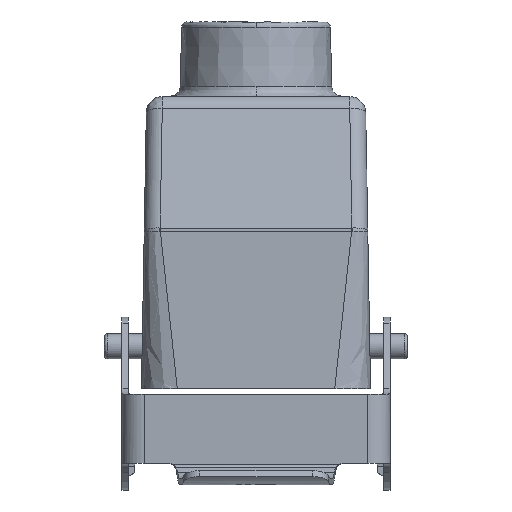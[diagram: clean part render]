
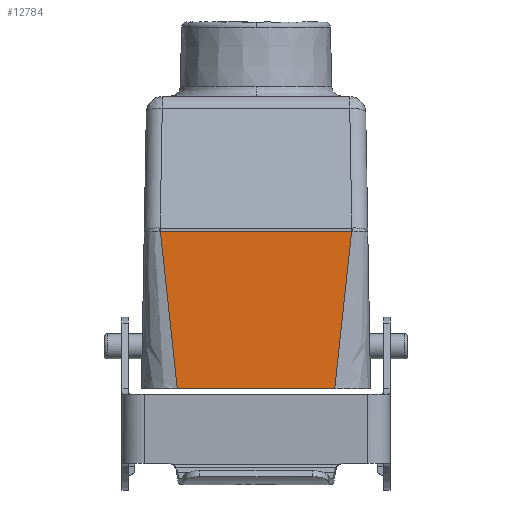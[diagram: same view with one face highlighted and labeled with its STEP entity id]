
A CAD part, left-side view. The second image highlights one B-rep face of the part: STEP entity #12784.
In plain terms, the highlighted planar face has unit normal (-1, 0, 0.018).
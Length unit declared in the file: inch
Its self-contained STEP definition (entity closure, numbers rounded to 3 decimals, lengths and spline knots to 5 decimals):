
#984 = CARTESIAN_POINT ( 'NONE',  ( -0.51319, -0.5827, -0.07874 ) ) ;
#1100 = LINE ( 'NONE', #984, #14244 ) ;
#1187 = VERTEX_POINT ( 'NONE', #21101 ) ;
#1460 = DIRECTION ( 'NONE',  ( 0., 1., 0. ) ) ;
#1535 = VERTEX_POINT ( 'NONE', #7265 ) ;
#1855 = ORIENTED_EDGE ( 'NONE', *, *, #6838, .F. ) ;
#1953 = DIRECTION ( 'NONE',  ( -1., 0., 0.017 ) ) ;
#2849 = DIRECTION ( 'NONE',  ( -0.017, -0.107, -0.994 ) ) ;
#4225 = EDGE_CURVE ( 'NONE', #1187, #1535, #1100, .T. ) ;
#4544 = CARTESIAN_POINT ( 'NONE',  ( -0.49282, 0.70786, 1.0881 ) ) ;
#5632 = EDGE_LOOP ( 'NONE', ( #14917, #12560, #1855, #8317 ) ) ;
#6250 = DIRECTION ( 'NONE',  ( 0.017, -0.107, 0.994 ) ) ;
#6838 = EDGE_CURVE ( 'NONE', #1187, #21377, #9863, .T. ) ;
#7265 = CARTESIAN_POINT ( 'NONE',  ( -0.49282, -0.70786, 1.0881 ) ) ;
#8317 = ORIENTED_EDGE ( 'NONE', *, *, #4225, .T. ) ;
#8791 = DIRECTION ( 'NONE',  ( 0.017, 0., 1. ) ) ;
#9863 = LINE ( 'NONE', #13409, #17331 ) ;
#9913 = EDGE_CURVE ( 'NONE', #1535, #13634, #16973, .T. ) ;
#10866 = VECTOR ( 'NONE', #2849, 39.37008 ) ;
#12560 = ORIENTED_EDGE ( 'NONE', *, *, #15796, .T. ) ;
#12784 = ADVANCED_FACE ( 'NONE', ( #15470 ), #13788, .T. ) ;
#13409 = CARTESIAN_POINT ( 'NONE',  ( -0.51319, 0., -0.07874 ) ) ;
#13634 = VERTEX_POINT ( 'NONE', #4544 ) ;
#13788 = PLANE ( 'NONE',  #17397 ) ;
#13791 = CARTESIAN_POINT ( 'NONE',  ( -0.51319, 0.5827, -0.07874 ) ) ;
#14244 = VECTOR ( 'NONE', #6250, 39.37008 ) ;
#14917 = ORIENTED_EDGE ( 'NONE', *, *, #9913, .T. ) ;
#14977 = CARTESIAN_POINT ( 'NONE',  ( -0.49282, 0., 1.0881 ) ) ;
#14986 = DIRECTION ( 'NONE',  ( 0., 1., 0. ) ) ;
#15470 = FACE_OUTER_BOUND ( 'NONE', #5632, .T. ) ;
#15796 = EDGE_CURVE ( 'NONE', #13634, #21377, #18137, .T. ) ;
#16973 = LINE ( 'NONE', #14977, #18599 ) ;
#17244 = CARTESIAN_POINT ( 'NONE',  ( -0.51181, 0., 0. ) ) ;
#17331 = VECTOR ( 'NONE', #14986, 39.37008 ) ;
#17397 = AXIS2_PLACEMENT_3D ( 'NONE', #17244, #1953, #8791 ) ;
#17805 = CARTESIAN_POINT ( 'NONE',  ( -0.49282, 0.70786, 1.0881 ) ) ;
#18137 = LINE ( 'NONE', #17805, #10866 ) ;
#18599 = VECTOR ( 'NONE', #1460, 39.37008 ) ;
#21101 = CARTESIAN_POINT ( 'NONE',  ( -0.51319, -0.5827, -0.07874 ) ) ;
#21377 = VERTEX_POINT ( 'NONE', #13791 ) ;
